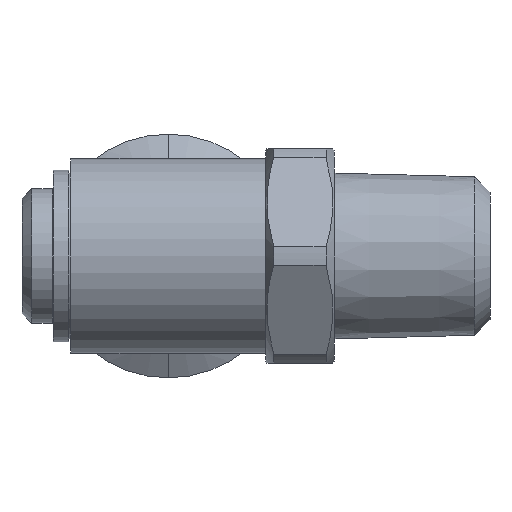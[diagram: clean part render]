
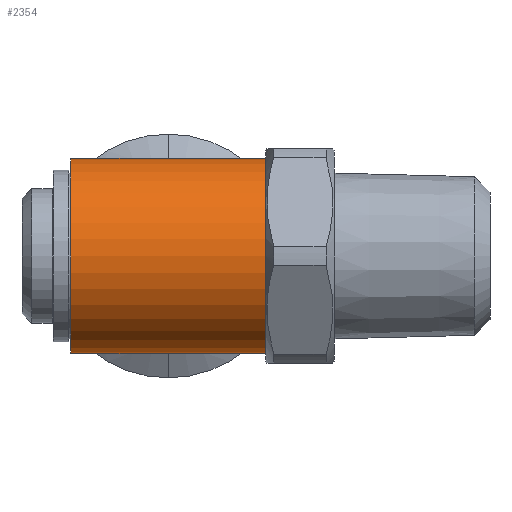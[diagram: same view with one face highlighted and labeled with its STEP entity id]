
A CAD part, left-side view. The second image highlights one B-rep face of the part: STEP entity #2354.
In plain terms, the highlighted cylindrical face has radius 5 mm (diameter 10 mm), a partial arc.
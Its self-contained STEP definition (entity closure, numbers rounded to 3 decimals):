
#135 = EDGE_CURVE ( 'NONE', #3262, #3369, #1469, .T. ) ;
#137 = EDGE_CURVE ( 'NONE', #3350, #3363, #1702, .T. ) ;
#289 = CARTESIAN_POINT ( 'NONE',  ( 0., -5., -5. ) ) ;
#336 = CARTESIAN_POINT ( 'NONE',  ( 0., -5., 5. ) ) ;
#343 = CARTESIAN_POINT ( 'NONE',  ( 0., 5., 5. ) ) ;
#348 = CARTESIAN_POINT ( 'NONE',  ( 0., 5., -5. ) ) ;
#378 = CARTESIAN_POINT ( 'NONE',  ( 0., 5., 0. ) ) ;
#379 = DIRECTION ( 'NONE',  ( 0., -1., 0. ) ) ;
#380 = DIRECTION ( 'NONE',  ( 0., 0., -1. ) ) ;
#710 = EDGE_LOOP ( 'NONE', ( #1431, #1358, #1357, #1400 ) ) ;
#912 = AXIS2_PLACEMENT_3D ( 'NONE', #378, #379, #380 ) ;
#1001 = DIRECTION ( 'NONE',  ( 0., 1., 0. ) ) ;
#1006 = DIRECTION ( 'NONE',  ( 0., 1., 0. ) ) ;
#1038 = CARTESIAN_POINT ( 'NONE',  ( 0., 13.586, 5. ) ) ;
#1077 = CARTESIAN_POINT ( 'NONE',  ( 0., 13.586, -5. ) ) ;
#1357 = ORIENTED_EDGE ( 'NONE', *, *, #137, .T. ) ;
#1358 = ORIENTED_EDGE ( 'NONE', *, *, #2663, .T. ) ;
#1400 = ORIENTED_EDGE ( 'NONE', *, *, #3673, .T. ) ;
#1431 = ORIENTED_EDGE ( 'NONE', *, *, #135, .F. ) ;
#1468 = VECTOR ( 'NONE', #1006, 1000. ) ;
#1469 = LINE ( 'NONE', #1077, #1468 ) ;
#1495 = FACE_OUTER_BOUND ( 'NONE', #710, .T. ) ;
#1509 = CYLINDRICAL_SURFACE ( 'NONE', #3006, 5. ) ;
#1513 = VECTOR ( 'NONE', #1001, 1000. ) ;
#1702 = LINE ( 'NONE', #1038, #1513 ) ;
#1832 = CIRCLE ( 'NONE', #912, 5. ) ;
#1973 = CIRCLE ( 'NONE', #3022, 5. ) ;
#2174 = CARTESIAN_POINT ( 'NONE',  ( 0., 13.586, 0. ) ) ;
#2175 = DIRECTION ( 'NONE',  ( 0., 1., 0. ) ) ;
#2176 = DIRECTION ( 'NONE',  ( 0., 0., 1. ) ) ;
#2354 = ADVANCED_FACE ( 'NONE', ( #1495 ), #1509, .T. ) ;
#2585 = CARTESIAN_POINT ( 'NONE',  ( 0., -5., 0. ) ) ;
#2586 = DIRECTION ( 'NONE',  ( 0., 1., 0. ) ) ;
#2587 = DIRECTION ( 'NONE',  ( 0., 0., 1. ) ) ;
#2663 = EDGE_CURVE ( 'NONE', #3262, #3350, #1973, .T. ) ;
#3006 = AXIS2_PLACEMENT_3D ( 'NONE', #2174, #2175, #2176 ) ;
#3022 = AXIS2_PLACEMENT_3D ( 'NONE', #2585, #2586, #2587 ) ;
#3262 = VERTEX_POINT ( 'NONE', #289 ) ;
#3350 = VERTEX_POINT ( 'NONE', #336 ) ;
#3363 = VERTEX_POINT ( 'NONE', #343 ) ;
#3369 = VERTEX_POINT ( 'NONE', #348 ) ;
#3673 = EDGE_CURVE ( 'NONE', #3363, #3369, #1832, .T. ) ;
